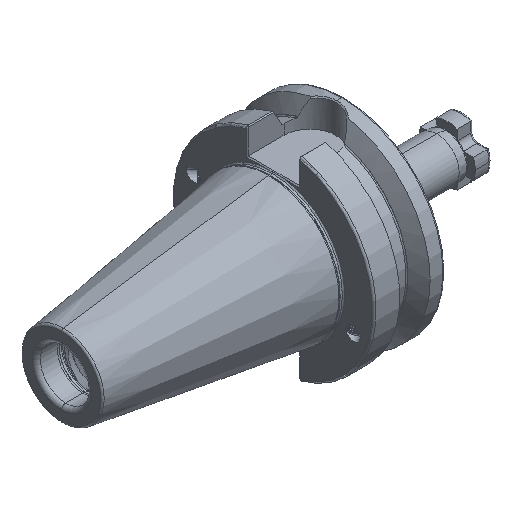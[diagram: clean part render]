
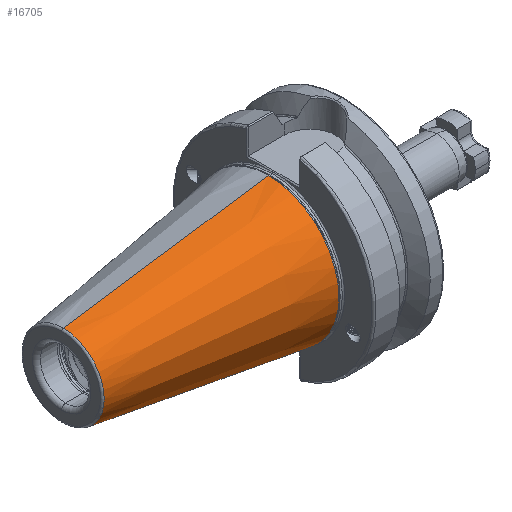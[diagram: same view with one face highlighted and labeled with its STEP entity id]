
A CAD part, isometric view. The second image highlights one B-rep face of the part: STEP entity #16705.
In plain terms, the highlighted conical face has half-angle 8.297 degrees and reference radius 34.998 mm.
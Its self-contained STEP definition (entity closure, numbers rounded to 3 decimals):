
#6663 = DIRECTION ( 'NONE',  ( 0., 0., -1. ) ) ;
#6683 = CARTESIAN_POINT ( 'NONE',  ( -2.5, 0., 0. ) ) ;
#6684 = DIRECTION ( 'NONE',  ( 1., 0., 0. ) ) ;
#7416 = EDGE_CURVE ( 'NONE', #22889, #22862, #8442, .T. ) ;
#7444 = EDGE_CURVE ( 'NONE', #22863, #22854, #8431, .T. ) ;
#7827 = AXIS2_PLACEMENT_3D ( 'NONE', #20167, #20168, #20169 ) ;
#7831 = AXIS2_PLACEMENT_3D ( 'NONE', #20717, #20702, #20682 ) ;
#7977 = VECTOR ( 'NONE', #12852, 1000. ) ;
#7986 = LINE ( 'NONE', #12788, #8003 ) ;
#7996 = LINE ( 'NONE', #12859, #7977 ) ;
#8003 = VECTOR ( 'NONE', #12790, 1000. ) ;
#8036 = ORIENTED_EDGE ( 'NONE', *, *, #7416, .T. ) ;
#8042 = ORIENTED_EDGE ( 'NONE', *, *, #10415, .F. ) ;
#8049 = ORIENTED_EDGE ( 'NONE', *, *, #7444, .F. ) ;
#8056 = ORIENTED_EDGE ( 'NONE', *, *, #10418, .T. ) ;
#8431 = CIRCLE ( 'NONE', #7831, 20.204 ) ;
#8442 = CIRCLE ( 'NONE', #7827, 34.998 ) ;
#10415 = EDGE_CURVE ( 'NONE', #22854, #22862, #7986, .T. ) ;
#10418 = EDGE_CURVE ( 'NONE', #22863, #22889, #7996, .T. ) ;
#12788 = CARTESIAN_POINT ( 'NONE',  ( -2.5, 0., 34.998 ) ) ;
#12790 = DIRECTION ( 'NONE',  ( 0.99, 0., 0.144 ) ) ;
#12852 = DIRECTION ( 'NONE',  ( 0.99, 0., -0.144 ) ) ;
#12859 = CARTESIAN_POINT ( 'NONE',  ( -2.5, 0., -34.998 ) ) ;
#13981 = CONICAL_SURFACE ( 'NONE', #16066, 34.998, 0.145 ) ;
#13999 = FACE_OUTER_BOUND ( 'NONE', #21593, .T. ) ;
#16066 = AXIS2_PLACEMENT_3D ( 'NONE', #6683, #6684, #6663 ) ;
#16705 = ADVANCED_FACE ( 'NONE', ( #13999 ), #13981, .T. ) ;
#17258 = CARTESIAN_POINT ( 'NONE',  ( -103.944, 0., -20.204 ) ) ;
#17268 = CARTESIAN_POINT ( 'NONE',  ( -2.5, 0., 34.998 ) ) ;
#17291 = CARTESIAN_POINT ( 'NONE',  ( -2.5, 0., -34.998 ) ) ;
#17306 = CARTESIAN_POINT ( 'NONE',  ( -103.944, 0., 20.204 ) ) ;
#20167 = CARTESIAN_POINT ( 'NONE',  ( -2.5, 0., 0. ) ) ;
#20168 = DIRECTION ( 'NONE',  ( -1., 0., 0. ) ) ;
#20169 = DIRECTION ( 'NONE',  ( 0., 0., 1. ) ) ;
#20682 = DIRECTION ( 'NONE',  ( 0., 0., 1. ) ) ;
#20702 = DIRECTION ( 'NONE',  ( -1., 0., 0. ) ) ;
#20717 = CARTESIAN_POINT ( 'NONE',  ( -103.944, 0., 0. ) ) ;
#21593 = EDGE_LOOP ( 'NONE', ( #8042, #8049, #8056, #8036 ) ) ;
#22854 = VERTEX_POINT ( 'NONE', #17306 ) ;
#22862 = VERTEX_POINT ( 'NONE', #17268 ) ;
#22863 = VERTEX_POINT ( 'NONE', #17258 ) ;
#22889 = VERTEX_POINT ( 'NONE', #17291 ) ;
